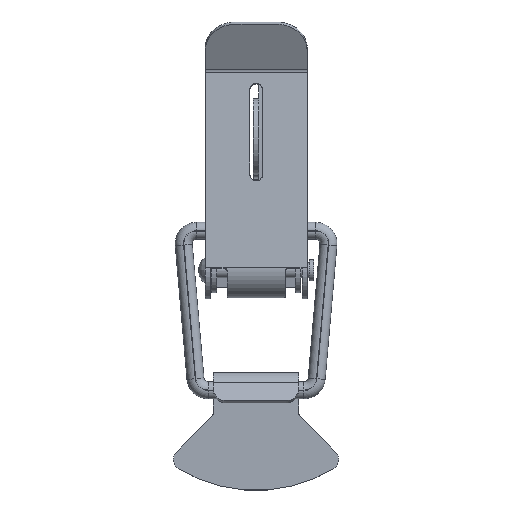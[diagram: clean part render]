
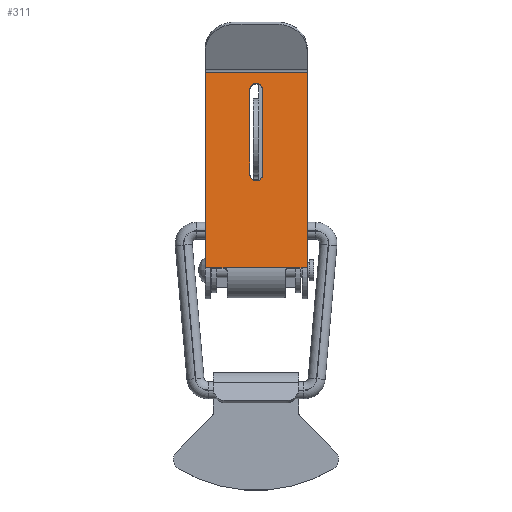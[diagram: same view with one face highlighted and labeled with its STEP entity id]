
A CAD part, top view. The second image highlights one B-rep face of the part: STEP entity #311.
In plain terms, the highlighted planar face has unit normal (0, 0.087, 0.996).
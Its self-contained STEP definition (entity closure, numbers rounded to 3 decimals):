
#146=(
BOUNDED_CURVE()
B_SPLINE_CURVE(4,(#4142,#4143,#4144,#4145,#4146,#4147,#4148,#4149,#4150,
#4151,#4152,#4153,#4154,#4155,#4156,#4157,#4158,#4159,#4160,#4161,#4162,
#4163,#4164,#4165,#4166,#4167),.UNSPECIFIED.,.T.,.F.)
B_SPLINE_CURVE_WITH_KNOTS((1,4,3,3,3,3,3,3,3,4,1),(-0.408,0.,
0.031,0.061,0.092,0.5,
0.531,0.561,0.592,1.,1.031),
 .UNSPECIFIED.)
CURVE()
GEOMETRIC_REPRESENTATION_ITEM()
RATIONAL_B_SPLINE_CURVE((0.536,0.536,0.529,
0.536,0.536,0.529,0.536,
0.536,0.529,0.536,0.536,
0.536,0.536,0.536,0.529,
0.536,0.536,0.529,0.536,
0.536,0.529,0.536,0.536,
0.536,0.536,0.536))
REPRESENTATION_ITEM('')
);
#149=FACE_BOUND('',#675,.T.);
#150=FACE_BOUND('',#676,.T.);
#311=ADVANCED_FACE('',(#149,#150),#464,.F.);
#464=PLANE('',#2902);
#675=EDGE_LOOP('',(#1372,#1373,#1374,#1375,#1376,#1377,#1378,#1379));
#676=EDGE_LOOP('',(#1380));
#879=LINE('',#4120,#1090);
#883=LINE('',#4129,#1094);
#884=LINE('',#4132,#1095);
#885=LINE('',#4134,#1096);
#886=LINE('',#4136,#1097);
#887=LINE('',#4138,#1098);
#888=LINE('',#4140,#1099);
#889=LINE('',#4141,#1100);
#1090=VECTOR('',#3283,1.);
#1094=VECTOR('',#3289,1.);
#1095=VECTOR('',#3290,1.);
#1096=VECTOR('',#3291,1.);
#1097=VECTOR('',#3292,1.);
#1098=VECTOR('',#3293,1.);
#1099=VECTOR('',#3294,1.);
#1100=VECTOR('',#3295,1.);
#1372=ORIENTED_EDGE('',*,*,#2372,.T.);
#1373=ORIENTED_EDGE('',*,*,#2373,.F.);
#1374=ORIENTED_EDGE('',*,*,#2374,.F.);
#1375=ORIENTED_EDGE('',*,*,#2375,.T.);
#1376=ORIENTED_EDGE('',*,*,#2376,.T.);
#1377=ORIENTED_EDGE('',*,*,#2377,.T.);
#1378=ORIENTED_EDGE('',*,*,#2368,.T.);
#1379=ORIENTED_EDGE('',*,*,#2378,.T.);
#1380=ORIENTED_EDGE('',*,*,#2379,.F.);
#2094=VERTEX_POINT('',#4121);
#2095=VERTEX_POINT('',#4122);
#2098=VERTEX_POINT('',#4130);
#2099=VERTEX_POINT('',#4131);
#2100=VERTEX_POINT('',#4133);
#2101=VERTEX_POINT('',#4135);
#2102=VERTEX_POINT('',#4137);
#2103=VERTEX_POINT('',#4139);
#2104=VERTEX_POINT('',#4168);
#2368=EDGE_CURVE('',#2094,#2095,#879,.T.);
#2372=EDGE_CURVE('',#2098,#2099,#883,.T.);
#2373=EDGE_CURVE('',#2100,#2099,#884,.T.);
#2374=EDGE_CURVE('',#2101,#2100,#885,.T.);
#2375=EDGE_CURVE('',#2101,#2102,#886,.T.);
#2376=EDGE_CURVE('',#2102,#2103,#887,.T.);
#2377=EDGE_CURVE('',#2103,#2094,#888,.T.);
#2378=EDGE_CURVE('',#2095,#2098,#889,.T.);
#2379=EDGE_CURVE('',#2104,#2104,#146,.T.);
#2902=AXIS2_PLACEMENT_3D('',#4169,#3296,#3297);
#3283=DIRECTION('',(1.,0.,0.));
#3289=DIRECTION('',(0.,0.996,-0.087));
#3290=DIRECTION('',(1.,0.,0.));
#3291=DIRECTION('',(0.,0.996,-0.087));
#3292=DIRECTION('',(1.,0.,0.));
#3293=DIRECTION('',(1.,0.,0.));
#3294=DIRECTION('',(1.,0.,0.));
#3295=DIRECTION('',(1.,0.,0.));
#3296=DIRECTION('',(0.,-0.087,-0.996));
#3297=DIRECTION('',(1.,0.,0.));
#4120=CARTESIAN_POINT('',(-960.465,-595.686,12.11));
#4121=CARTESIAN_POINT('',(-965.865,-595.686,12.11));
#4122=CARTESIAN_POINT('',(-962.865,-595.686,12.11));
#4129=CARTESIAN_POINT('',(-961.665,-595.686,12.11));
#4130=CARTESIAN_POINT('',(-961.665,-595.686,12.11));
#4131=CARTESIAN_POINT('',(-961.665,-549.698,8.086));
#4132=CARTESIAN_POINT('',(-985.665,-549.698,8.086));
#4133=CARTESIAN_POINT('',(-985.665,-549.698,8.086));
#4134=CARTESIAN_POINT('',(-985.665,-595.686,12.11));
#4135=CARTESIAN_POINT('',(-985.665,-595.686,12.11));
#4136=CARTESIAN_POINT('',(-985.665,-595.686,12.11));
#4137=CARTESIAN_POINT('',(-984.465,-595.686,12.11));
#4138=CARTESIAN_POINT('',(-960.465,-595.686,12.11));
#4139=CARTESIAN_POINT('',(-981.465,-595.686,12.11));
#4140=CARTESIAN_POINT('',(-980.465,-595.686,12.11));
#4141=CARTESIAN_POINT('',(-985.665,-595.686,12.11));
#4142=CARTESIAN_POINT('',(-972.165,-553.846,8.449));
#4143=CARTESIAN_POINT('',(-972.165,-553.472,8.416));
#4144=CARTESIAN_POINT('',(-972.292,-553.056,8.38));
#4145=CARTESIAN_POINT('',(-972.591,-552.739,8.352));
#4146=CARTESIAN_POINT('',(-973.24,-552.365,8.32));
#4147=CARTESIAN_POINT('',(-973.665,-552.266,8.311));
#4148=CARTESIAN_POINT('',(-974.091,-552.365,8.32));
#4149=CARTESIAN_POINT('',(-974.74,-552.739,8.352));
#4150=CARTESIAN_POINT('',(-975.039,-553.056,8.38));
#4151=CARTESIAN_POINT('',(-975.165,-553.472,8.416));
#4152=CARTESIAN_POINT('',(-975.165,-558.827,8.885));
#4153=CARTESIAN_POINT('',(-975.165,-563.808,9.321));
#4154=CARTESIAN_POINT('',(-975.165,-568.789,9.756));
#4155=CARTESIAN_POINT('',(-975.165,-574.143,10.225));
#4156=CARTESIAN_POINT('',(-975.039,-574.56,10.261));
#4157=CARTESIAN_POINT('',(-974.74,-574.877,10.289));
#4158=CARTESIAN_POINT('',(-974.091,-575.251,10.322));
#4159=CARTESIAN_POINT('',(-973.665,-575.35,10.33));
#4160=CARTESIAN_POINT('',(-973.24,-575.251,10.322));
#4161=CARTESIAN_POINT('',(-972.591,-574.877,10.289));
#4162=CARTESIAN_POINT('',(-972.292,-574.56,10.261));
#4163=CARTESIAN_POINT('',(-972.165,-574.143,10.225));
#4164=CARTESIAN_POINT('',(-972.165,-568.789,9.756));
#4165=CARTESIAN_POINT('',(-972.165,-563.808,9.321));
#4166=CARTESIAN_POINT('',(-972.165,-558.827,8.885));
#4167=CARTESIAN_POINT('',(-972.165,-553.846,8.449));
#4168=CARTESIAN_POINT('',(-972.165,-553.846,8.449));
#4169=CARTESIAN_POINT('',(-985.665,-595.686,12.11));
